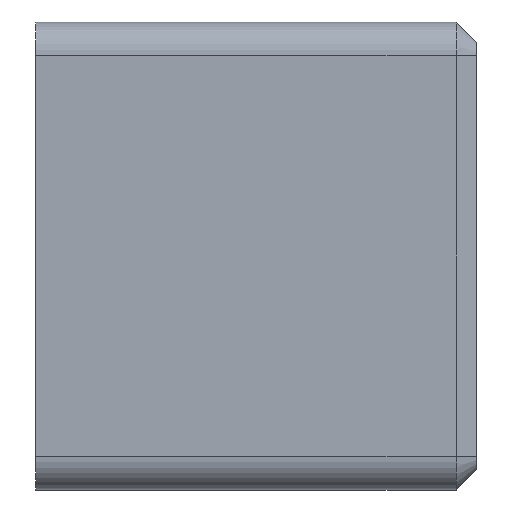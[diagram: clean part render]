
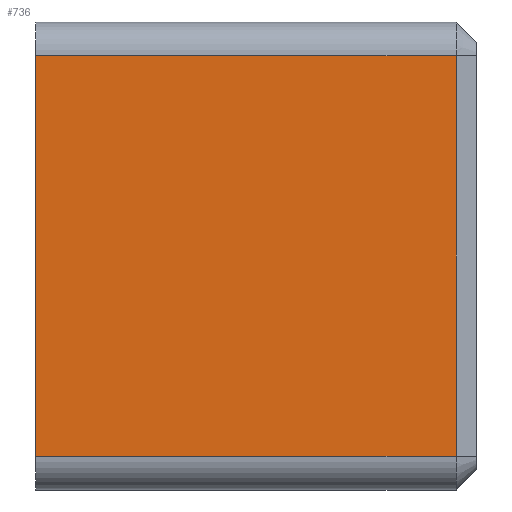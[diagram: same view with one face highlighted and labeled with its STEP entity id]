
A CAD part, left-side view. The second image highlights one B-rep face of the part: STEP entity #736.
In plain terms, the highlighted planar face has unit normal (-1, 0, 0).
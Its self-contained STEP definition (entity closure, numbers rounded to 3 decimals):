
#21 = VECTOR ( 'NONE', #199, 1000. ) ;
#28 = PLANE ( 'NONE',  #91 ) ;
#84 = FACE_OUTER_BOUND ( 'NONE', #492, .T. ) ;
#86 = LINE ( 'NONE', #293, #21 ) ;
#91 = AXIS2_PLACEMENT_3D ( 'NONE', #813, #340, #1075 ) ;
#169 = EDGE_CURVE ( 'NONE', #1128, #192, #86, .T. ) ;
#192 = VERTEX_POINT ( 'NONE', #411 ) ;
#199 = DIRECTION ( 'NONE',  ( 0., 0., 1. ) ) ;
#206 = VECTOR ( 'NONE', #1190, 1000. ) ;
#249 = ORIENTED_EDGE ( 'NONE', *, *, #169, .T. ) ;
#271 = VECTOR ( 'NONE', #615, 1000. ) ;
#293 = CARTESIAN_POINT ( 'NONE',  ( -21.25, 1.5, -17.25 ) ) ;
#294 = CARTESIAN_POINT ( 'NONE',  ( -21.25, 32.5, 14.75 ) ) ;
#296 = EDGE_CURVE ( 'NONE', #192, #697, #1173, .T. ) ;
#340 = DIRECTION ( 'NONE',  ( 1., 0., 0. ) ) ;
#411 = CARTESIAN_POINT ( 'NONE',  ( -21.25, 1.5, 14.75 ) ) ;
#446 = VECTOR ( 'NONE', #1269, 1000. ) ;
#451 = ORIENTED_EDGE ( 'NONE', *, *, #496, .F. ) ;
#486 = CARTESIAN_POINT ( 'NONE',  ( -21.25, 1.5, -14.75 ) ) ;
#492 = EDGE_LOOP ( 'NONE', ( #790, #249, #944, #451 ) ) ;
#496 = EDGE_CURVE ( 'NONE', #835, #697, #786, .T. ) ;
#536 = CARTESIAN_POINT ( 'NONE',  ( -21.25, 32.5, -14.75 ) ) ;
#615 = DIRECTION ( 'NONE',  ( 0., 1., 0. ) ) ;
#697 = VERTEX_POINT ( 'NONE', #294 ) ;
#736 = ADVANCED_FACE ( 'NONE', ( #84 ), #28, .F. ) ;
#786 = LINE ( 'NONE', #885, #206 ) ;
#790 = ORIENTED_EDGE ( 'NONE', *, *, #1123, .T. ) ;
#813 = CARTESIAN_POINT ( 'NONE',  ( -21.25, 32.5, -17.25 ) ) ;
#829 = LINE ( 'NONE', #1158, #446 ) ;
#835 = VERTEX_POINT ( 'NONE', #536 ) ;
#885 = CARTESIAN_POINT ( 'NONE',  ( -21.25, 32.5, -17.25 ) ) ;
#944 = ORIENTED_EDGE ( 'NONE', *, *, #296, .T. ) ;
#1075 = DIRECTION ( 'NONE',  ( 0., 0., -1. ) ) ;
#1123 = EDGE_CURVE ( 'NONE', #835, #1128, #829, .T. ) ;
#1128 = VERTEX_POINT ( 'NONE', #486 ) ;
#1158 = CARTESIAN_POINT ( 'NONE',  ( -21.25, 32.5, -14.75 ) ) ;
#1173 = LINE ( 'NONE', #1202, #271 ) ;
#1190 = DIRECTION ( 'NONE',  ( 0., 0., 1. ) ) ;
#1202 = CARTESIAN_POINT ( 'NONE',  ( -21.25, 32.5, 14.75 ) ) ;
#1269 = DIRECTION ( 'NONE',  ( 0., -1., 0. ) ) ;
